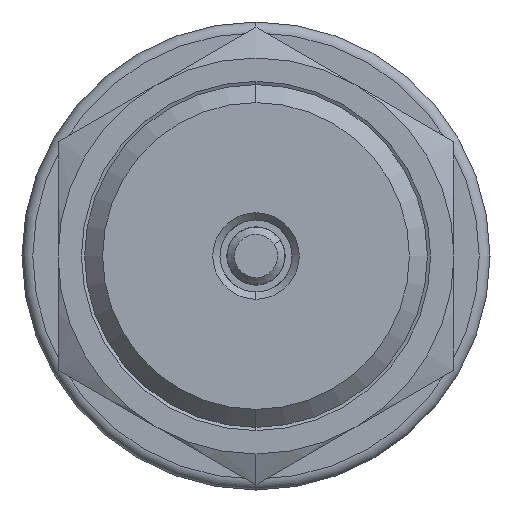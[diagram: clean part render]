
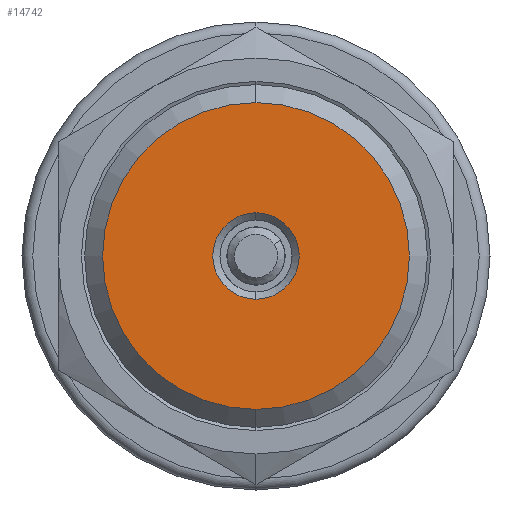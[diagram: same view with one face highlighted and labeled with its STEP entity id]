
A CAD part, left-side view. The second image highlights one B-rep face of the part: STEP entity #14742.
In plain terms, the highlighted planar face has unit normal (-1, 0, 0).
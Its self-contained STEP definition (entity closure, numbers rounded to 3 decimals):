
#103 = CARTESIAN_POINT ( 'NONE',  ( 0., 0., 0. ) ) ;
#104 = DIRECTION ( 'NONE',  ( -1., 0., 0. ) ) ;
#105 = DIRECTION ( 'NONE',  ( 0., 0., -1. ) ) ;
#106 = CARTESIAN_POINT ( 'NONE',  ( 0., 0., 0. ) ) ;
#107 = DIRECTION ( 'NONE',  ( -1., 0., 0. ) ) ;
#108 = DIRECTION ( 'NONE',  ( 0., 0., 1. ) ) ;
#349 = CARTESIAN_POINT ( 'NONE',  ( 0., 1.2, 0. ) ) ;
#360 = FACE_OUTER_BOUND ( 'NONE', #3712, .T. ) ;
#361 = FACE_BOUND ( 'NONE', #3709, .T. ) ;
#362 = PLANE ( 'NONE',  #15304 ) ;
#364 = DIRECTION ( 'NONE',  ( 1., 0., 0. ) ) ;
#365 = DIRECTION ( 'NONE',  ( 0., 0., -1. ) ) ;
#3709 = EDGE_LOOP ( 'NONE', ( #13109, #13110 ) ) ;
#3712 = EDGE_LOOP ( 'NONE', ( #13107, #13108 ) ) ;
#4191 = VERTEX_POINT ( 'NONE', #6346 ) ;
#4213 = VERTEX_POINT ( 'NONE', #6368 ) ;
#6346 = CARTESIAN_POINT ( 'NONE',  ( 0., 0., 4.26 ) ) ;
#6368 = CARTESIAN_POINT ( 'NONE',  ( 0., 0., -1.2 ) ) ;
#6852 = EDGE_CURVE ( 'NONE', #4191, #12987, #12809, .T. ) ;
#8419 = CARTESIAN_POINT ( 'NONE',  ( 0., 0., -4.26 ) ) ;
#8436 = CARTESIAN_POINT ( 'NONE',  ( 0., 0., 1.2 ) ) ;
#8455 = CARTESIAN_POINT ( 'NONE',  ( 0., 0., 0. ) ) ;
#8456 = DIRECTION ( 'NONE',  ( -1., 0., 0. ) ) ;
#8457 = DIRECTION ( 'NONE',  ( 0., 0., 1. ) ) ;
#9349 = CIRCLE ( 'NONE', #9370, 1.2 ) ;
#9370 = AXIS2_PLACEMENT_3D ( 'NONE', #8455, #8456, #8457 ) ;
#10280 = CARTESIAN_POINT ( 'NONE',  ( 0., 0., 0. ) ) ;
#10281 = DIRECTION ( 'NONE',  ( -1., 0., 0. ) ) ;
#10282 = DIRECTION ( 'NONE',  ( 0., 0., -1. ) ) ;
#12766 = AXIS2_PLACEMENT_3D ( 'NONE', #10280, #10281, #10282 ) ;
#12809 = CIRCLE ( 'NONE', #12766, 4.26 ) ;
#12987 = VERTEX_POINT ( 'NONE', #8419 ) ;
#13002 = VERTEX_POINT ( 'NONE', #8436 ) ;
#13107 = ORIENTED_EDGE ( 'NONE', *, *, #13753, .T. ) ;
#13108 = ORIENTED_EDGE ( 'NONE', *, *, #6852, .T. ) ;
#13109 = ORIENTED_EDGE ( 'NONE', *, *, #13754, .F. ) ;
#13110 = ORIENTED_EDGE ( 'NONE', *, *, #13724, .F. ) ;
#13724 = EDGE_CURVE ( 'NONE', #4213, #13002, #9349, .T. ) ;
#13753 = EDGE_CURVE ( 'NONE', #12987, #4191, #15186, .T. ) ;
#13754 = EDGE_CURVE ( 'NONE', #13002, #4213, #15189, .T. ) ;
#14742 = ADVANCED_FACE ( 'NONE', ( #360, #361 ), #362, .F. ) ;
#15186 = CIRCLE ( 'NONE', #15187, 4.26 ) ;
#15187 = AXIS2_PLACEMENT_3D ( 'NONE', #103, #104, #105 ) ;
#15189 = CIRCLE ( 'NONE', #15190, 1.2 ) ;
#15190 = AXIS2_PLACEMENT_3D ( 'NONE', #106, #107, #108 ) ;
#15304 = AXIS2_PLACEMENT_3D ( 'NONE', #349, #364, #365 ) ;
